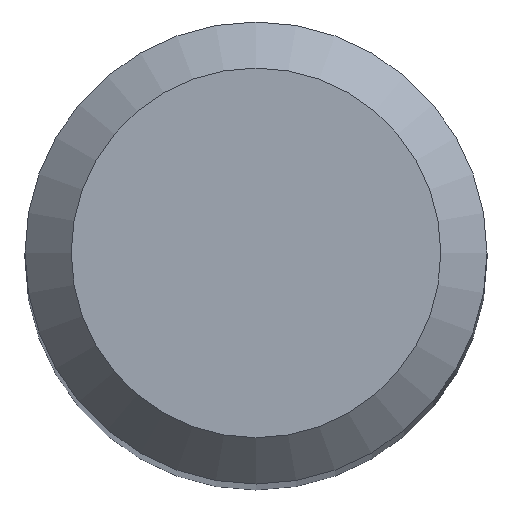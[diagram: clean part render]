
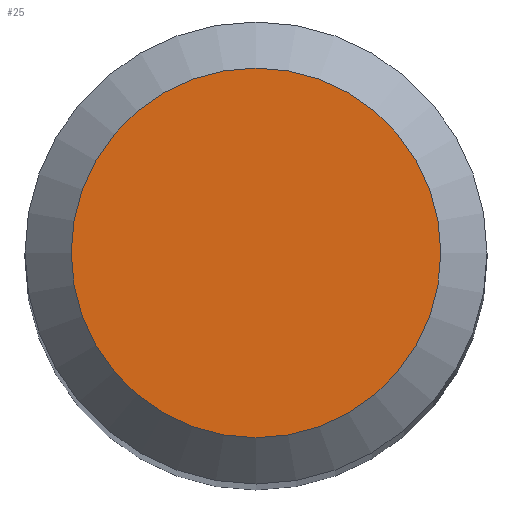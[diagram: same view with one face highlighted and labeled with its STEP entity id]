
A CAD part, top view. The second image highlights one B-rep face of the part: STEP entity #25.
In plain terms, the highlighted planar face has unit normal (0, 0, 1).
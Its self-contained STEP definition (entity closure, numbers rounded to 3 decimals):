
#5 = EDGE_LOOP ( 'NONE', ( #197 ) ) ;
#14 = CARTESIAN_POINT ( 'NONE',  ( 0., 0., 38. ) ) ;
#25 = ADVANCED_FACE ( 'NONE', ( #78 ), #152, .F. ) ;
#26 = CARTESIAN_POINT ( 'NONE',  ( 0., 0., 38. ) ) ;
#30 = DIRECTION ( 'NONE',  ( 0., 1., 0. ) ) ;
#35 = EDGE_CURVE ( 'NONE', #128, #128, #56, .T. ) ;
#48 = DIRECTION ( 'NONE',  ( 0., 0., -1. ) ) ;
#56 = CIRCLE ( 'NONE', #87, 1.6 ) ;
#78 = FACE_OUTER_BOUND ( 'NONE', #5, .T. ) ;
#87 = AXIS2_PLACEMENT_3D ( 'NONE', #14, #48, #178 ) ;
#128 = VERTEX_POINT ( 'NONE', #167 ) ;
#134 = AXIS2_PLACEMENT_3D ( 'NONE', #26, #221, #30 ) ;
#152 = PLANE ( 'NONE',  #134 ) ;
#167 = CARTESIAN_POINT ( 'NONE',  ( 0., 1.6, 38. ) ) ;
#178 = DIRECTION ( 'NONE',  ( 0., 1., 0. ) ) ;
#197 = ORIENTED_EDGE ( 'NONE', *, *, #35, .F. ) ;
#221 = DIRECTION ( 'NONE',  ( 0., 0., -1. ) ) ;
